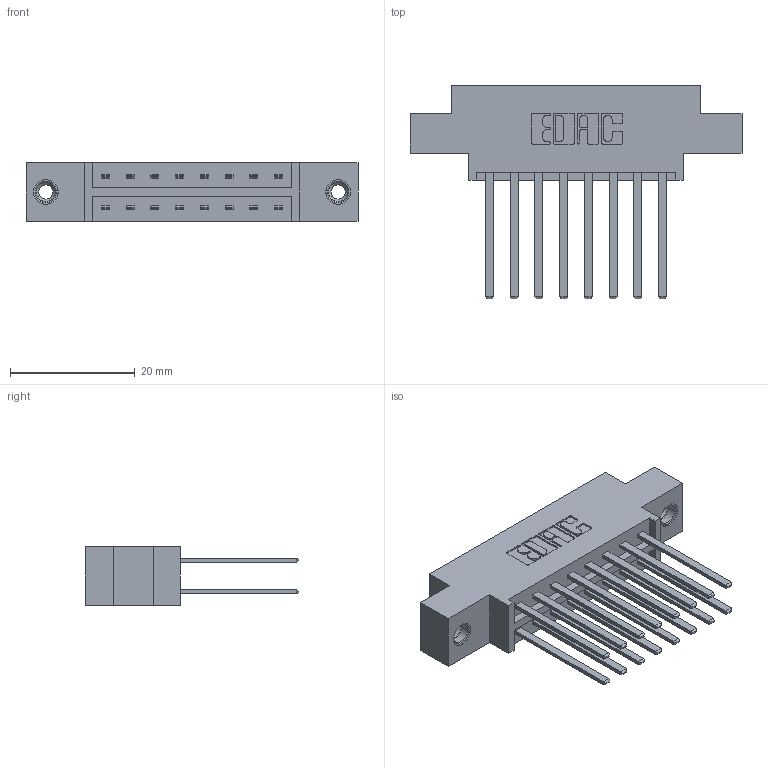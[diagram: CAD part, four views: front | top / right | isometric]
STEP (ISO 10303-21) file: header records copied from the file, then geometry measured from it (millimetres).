
FILE_DESCRIPTION (( 'STEP AP203' ), '1' );
FILE_NAME ('833-016-544-808.STEP', '2020-05-31T18:35:19', ( '' ), ( '' ), 'SwSTEP 2.0', 'SolidWorks 2020', '' );
FILE_SCHEMA (( 'CONFIG_CONTROL_DESIGN' ));
Length unit declared in the file: inch
Products named in the file (4): 833 Part_Offset - .156 Dia - TI; 345-250-001_345-250-003-102; 833-016-544-808; 345-292-001_345-293-144
Assembly tree (19 placements, depth 2):
  833-016-544-808
    833 Part_Offset - .156 Dia - TI
    345-292-001_345-293-144  x16
    345-250-001_345-250-003-102  x2
Bounding box: 53.24 x 34.3 x 9.4 mm (x, y, z)
Volume: 5107.4 mm3; surface area: 6637.6 mm2
Topology: 19 solids, 19 shells, 914 faces, 2651 edges, 1738 vertices
Faces by surface type: plane 618, cylinder 280, cone 12, torus 4
Entity records: 10678 total; most frequent: CARTESIAN_POINT 1793, ORIENTED_EDGE 1722, DIRECTION 1619, EDGE_CURVE 861, VECTOR 717, LINE 717, VERTEX_POINT 568, AXIS2_PLACEMENT_3D 451
